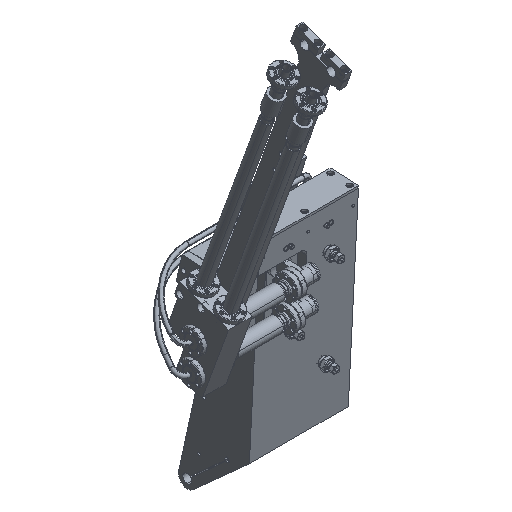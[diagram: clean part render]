
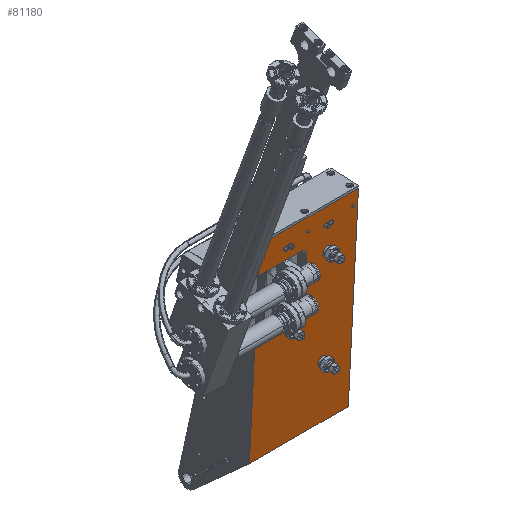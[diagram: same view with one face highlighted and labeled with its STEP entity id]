
A CAD part, isometric view. The second image highlights one B-rep face of the part: STEP entity #81180.
In plain terms, the highlighted face is planar.
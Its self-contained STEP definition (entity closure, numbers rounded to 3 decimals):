
#32050=CARTESIAN_POINT('',(-80.2,-92.108,334.213));
#32060=VERTEX_POINT('',#32050);
#32110=CARTESIAN_POINT('',(-80.2,-65.178,26.403));
#32120=DIRECTION('',(0.,-0.087,0.996));
#32130=VECTOR('',#32120,1.);
#32140=LINE('',#32110,#32130);
#32150=CARTESIAN_POINT('',(-80.2,-88.711,295.377));
#32160=VERTEX_POINT('',#32150);
#32170=EDGE_CURVE('',#32160,#32060,#32140,.T.);
#32390=CARTESIAN_POINT('',(-80.2,-81.903,217.569));
#32400=VERTEX_POINT('',#32390);
#32430=CARTESIAN_POINT('',(-80.2,-68.04,59.106));
#32440=VERTEX_POINT('',#32430);
#32450=EDGE_CURVE('',#32440,#32400,#32140,.T.);
#34390=CARTESIAN_POINT('',(60.2,-65.178,26.403));
#34400=DIRECTION('',(0.,0.087,-0.996));
#34410=VECTOR('',#34400,1.);
#34420=LINE('',#34390,#34410);
#34430=CARTESIAN_POINT('',(60.2,-92.108,334.213));
#34440=VERTEX_POINT('',#34430);
#34450=CARTESIAN_POINT('',(60.2,-68.04,59.106));
#34460=VERTEX_POINT('',#34450);
#34470=EDGE_CURVE('',#34440,#34460,#34420,.T.);
#40160=CARTESIAN_POINT('',(-28.873,-80.72,
204.044));
#40170=VERTEX_POINT('',#40160);
#40350=CARTESIAN_POINT('',(-39.387,-81.249,
210.092));
#40360=VERTEX_POINT('',#40350);
#40390=CARTESIAN_POINT('',(-34.13,-80.985,207.068));
#40400=DIRECTION('',(0.,0.996,0.087));
#40410=DIRECTION('',(0.866,0.044,
-0.498));
#40420=AXIS2_PLACEMENT_3D('',#40390,#40400,#40410);
#40430=CIRCLE('',#40420,6.071);
#40440=EDGE_CURVE('',#40360,#40170,#40430,.T.);
#40800=CARTESIAN_POINT('',(-39.045,-90.036,310.524));
#40810=VERTEX_POINT('',#40800);
#40840=CARTESIAN_POINT('',(-41.75,-90.036,310.524));
#40850=DIRECTION('',(0.,-0.996,-0.087));
#40860=DIRECTION('',(1.,0.,0.));
#40870=AXIS2_PLACEMENT_3D('',#40840,#40850,#40860);
#40880=CIRCLE('',#40870,2.705);
#40890=CARTESIAN_POINT('',(-44.455,-90.036,310.524));
#40900=VERTEX_POINT('',#40890);
#40910=EDGE_CURVE('',#40900,#40810,#40880,.T.);
#41280=CARTESIAN_POINT('',(19.21,-87.602,282.7));
#41290=VERTEX_POINT('',#41280);
#41320=CARTESIAN_POINT('',(19.21,-87.073,276.652));
#41330=DIRECTION('',(0.,-0.996,-0.087));
#41340=DIRECTION('',(0.,-0.087,
0.996));
#41350=AXIS2_PLACEMENT_3D('',#41320,#41330,#41340);
#41360=CIRCLE('',#41350,6.071);
#41370=CARTESIAN_POINT('',(19.21,-86.543,270.605));
#41380=VERTEX_POINT('',#41370);
#41390=EDGE_CURVE('',#41380,#41290,#41360,.T.);
#41600=CARTESIAN_POINT('',(17.559,-90.036,310.524));
#41610=VERTEX_POINT('',#41600);
#41640=CARTESIAN_POINT('',(15.4,-90.036,310.524));
#41650=DIRECTION('',(0.,-0.996,-0.087));
#41660=DIRECTION('',(1.,0.,0.));
#41670=AXIS2_PLACEMENT_3D('',#41640,#41650,#41660);
#41680=CIRCLE('',#41670,2.159);
#41690=CARTESIAN_POINT('',(13.241,-90.036,310.524));
#41700=VERTEX_POINT('',#41690);
#41710=EDGE_CURVE('',#41700,#41610,#41680,.T.);
#41920=CARTESIAN_POINT('',(-33.241,-90.036,310.524));
#41930=VERTEX_POINT('',#41920);
#41960=CARTESIAN_POINT('',(-35.4,-90.036,310.524));
#41970=DIRECTION('',(0.,-0.996,-0.087));
#41980=DIRECTION('',(1.,0.,0.));
#41990=AXIS2_PLACEMENT_3D('',#41960,#41970,#41980);
#42000=CIRCLE('',#41990,2.159);
#42010=CARTESIAN_POINT('',(-37.559,-90.036,310.524));
#42020=VERTEX_POINT('',#42010);
#42030=EDGE_CURVE('',#42020,#41930,#42000,.T.);
#42240=CARTESIAN_POINT('',(24.455,-90.036,310.524));
#42250=VERTEX_POINT('',#42240);
#42280=CARTESIAN_POINT('',(21.75,-90.036,310.524));
#42290=DIRECTION('',(0.,-0.996,-0.087));
#42300=DIRECTION('',(1.,0.,0.));
#42310=AXIS2_PLACEMENT_3D('',#42280,#42290,#42300);
#42320=CIRCLE('',#42310,2.705);
#42330=CARTESIAN_POINT('',(19.045,-90.036,310.524));
#42340=VERTEX_POINT('',#42330);
#42350=EDGE_CURVE('',#42340,#42250,#42320,.T.);
#44160=CARTESIAN_POINT('',(19.21,-74.368,131.437));
#44170=VERTEX_POINT('',#44160);
#44250=CARTESIAN_POINT('',(19.21,-75.426,143.532));
#44260=VERTEX_POINT('',#44250);
#44290=CARTESIAN_POINT('',(19.21,-74.897,137.484));
#44300=DIRECTION('',(0.,0.996,0.087));
#44310=DIRECTION('',(0.,0.087,
-0.996));
#44320=AXIS2_PLACEMENT_3D('',#44290,#44300,#44310);
#44330=CIRCLE('',#44320,6.071);
#44340=EDGE_CURVE('',#44260,#44170,#44330,.T.);
#44540=CARTESIAN_POINT('',(43.251,-68.04,
59.106));
#44550=DIRECTION('',(1.,0.,0.));
#44560=VECTOR('',#44550,1.);
#44570=LINE('',#44540,#44560);
#44580=EDGE_CURVE('',#32440,#34460,#44570,.T.);
#45340=CARTESIAN_POINT('',(-19.875,-81.903,217.569));
#45350=VERTEX_POINT('',#45340);
#45380=CARTESIAN_POINT('',(43.251,-81.903,
217.569));
#45390=DIRECTION('',(-1.,0.,0.));
#45400=VECTOR('',#45390,1.);
#45410=LINE('',#45380,#45400);
#45420=EDGE_CURVE('',#45350,#32400,#45410,.T.);
#57010=CARTESIAN_POINT('',(52.263,-90.459,315.362));
#57020=VERTEX_POINT('',#57010);
#58230=CARTESIAN_POINT('',(55.438,-90.459,315.362));
#58240=VERTEX_POINT('',#58230);
#58270=CARTESIAN_POINT('',(53.85,-90.459,315.362));
#58280=DIRECTION('',(0.,-0.996,-0.087));
#58290=DIRECTION('',(1.,0.,0.));
#58300=AXIS2_PLACEMENT_3D('',#58270,#58280,#58290);
#58310=CIRCLE('',#58300,1.588);
#58320=EDGE_CURVE('',#57020,#58240,#58310,.T.);
#58370=EDGE_CURVE('',#42250,#42340,#42320,.T.);
#61740=EDGE_CURVE('',#58240,#57020,#58310,.T.);
#64660=EDGE_CURVE('',#41930,#42020,#42000,.T.);
#64740=EDGE_CURVE('',#40810,#40900,#40880,.T.);
#64820=EDGE_CURVE('',#44170,#44260,#44330,.T.);
#65610=EDGE_CURVE('',#40170,#40360,#40430,.T.);
#66040=EDGE_CURVE('',#41290,#41380,#41360,.T.);
#66100=EDGE_CURVE('',#41610,#41700,#41680,.T.);
#66800=CARTESIAN_POINT('',(43.251,-92.108,
334.213));
#66810=DIRECTION('',(-1.,0.,0.));
#66820=VECTOR('',#66810,1.);
#66830=LINE('',#66800,#66820);
#66840=EDGE_CURVE('',#34440,#32060,#66830,.T.);
#73260=CARTESIAN_POINT('',(-8.412,-90.459,
315.362));
#73270=VERTEX_POINT('',#73260);
#73300=CARTESIAN_POINT('',(-10.,-90.459,
315.362));
#73310=DIRECTION('',(0.,-0.996,-0.087));
#73320=DIRECTION('',(1.,0.,0.));
#73330=AXIS2_PLACEMENT_3D('',#73300,#73310,#73320);
#73340=CIRCLE('',#73330,1.588);
#73350=CARTESIAN_POINT('',(-11.588,-90.459,315.362))
;
#73360=VERTEX_POINT('',#73350);
#73370=EDGE_CURVE('',#73360,#73270,#73340,.T.);
#80210=CARTESIAN_POINT('',(39.466,-91.249,
324.391));
#80220=DIRECTION('',(0.,-0.996,-0.087));
#80230=DIRECTION('',(1.,0.,0.));
#80240=AXIS2_PLACEMENT_3D('',#80210,#80220,#80230);
#80250=PLANE('',#80240);
#80260=ORIENTED_EDGE('',*,*,#64740,.F.);
#80270=ORIENTED_EDGE('',*,*,#40910,.F.);
#80280=EDGE_LOOP('',(#80270,#80260));
#80290=FACE_BOUND('',#80280,.T.);
#80300=ORIENTED_EDGE('',*,*,#65610,.T.);
#80310=ORIENTED_EDGE('',*,*,#40440,.T.);
#80320=EDGE_LOOP('',(#80310,#80300));
#80330=FACE_BOUND('',#80320,.T.);
#80340=EDGE_CURVE('',#73270,#73360,#73340,.T.);
#80350=ORIENTED_EDGE('',*,*,#80340,.F.);
#80360=ORIENTED_EDGE('',*,*,#73370,.F.);
#80370=EDGE_LOOP('',(#80360,#80350));
#80380=FACE_BOUND('',#80370,.T.);
#80390=ORIENTED_EDGE('',*,*,#32450,.F.);
#80400=ORIENTED_EDGE('',*,*,#45420,.T.);
#80410=CARTESIAN_POINT('',(-19.875,-82.734,227.058));
#80420=DIRECTION('',(0.,-0.996,-0.087));
#80430=DIRECTION('',(0.,0.087,-0.996));
#80440=AXIS2_PLACEMENT_3D('',#80410,#80420,#80430);
#80450=CIRCLE('',#80440,9.525);
#80460=CARTESIAN_POINT('',(-10.35,-82.734,227.058));
#80470=VERTEX_POINT('',#80460);
#80480=EDGE_CURVE('',#45350,#80470,#80450,.T.);
#80490=ORIENTED_EDGE('',*,*,#80480,.F.);
#80500=CARTESIAN_POINT('',(-10.35,-65.178,26.403));
#80510=DIRECTION('',(0.,-0.087,0.996));
#80520=VECTOR('',#80510,1.);
#80530=LINE('',#80500,#80520);
#80540=CARTESIAN_POINT('',(-10.35,-87.881,285.888));
#80550=VERTEX_POINT('',#80540);
#80560=EDGE_CURVE('',#80470,#80550,#80530,.T.);
#80570=ORIENTED_EDGE('',*,*,#80560,.F.);
#80580=CARTESIAN_POINT('',(-19.875,-87.881,285.888));
#80590=DIRECTION('',(0.,0.996,0.087));
#80600=DIRECTION('',(0.,-0.087,0.996));
#80610=AXIS2_PLACEMENT_3D('',#80580,#80590,#80600);
#80620=CIRCLE('',#80610,9.525);
#80630=CARTESIAN_POINT('',(-19.875,-88.711,295.377));
#80640=VERTEX_POINT('',#80630);
#80650=EDGE_CURVE('',#80640,#80550,#80620,.T.);
#80660=ORIENTED_EDGE('',*,*,#80650,.T.);
#80670=CARTESIAN_POINT('',(43.251,-88.711,
295.377));
#80680=DIRECTION('',(1.,0.,0.));
#80690=VECTOR('',#80680,1.);
#80700=LINE('',#80670,#80690);
#80710=EDGE_CURVE('',#32160,#80640,#80700,.T.);
#80720=ORIENTED_EDGE('',*,*,#80710,.T.);
#80730=ORIENTED_EDGE('',*,*,#32170,.F.);
#80740=ORIENTED_EDGE('',*,*,#66840,.T.);
#80750=ORIENTED_EDGE('',*,*,#34470,.F.);
#80760=ORIENTED_EDGE('',*,*,#44580,.T.);
#80770=EDGE_LOOP('',(#80760,#80750,#80740,#80730,#80720,#80660,#80570,
#80490,#80400,#80390));
#80780=FACE_OUTER_BOUND('',#80770,.T.);
#80790=ORIENTED_EDGE('',*,*,#66100,.F.);
#80800=ORIENTED_EDGE('',*,*,#41710,.F.);
#80810=EDGE_LOOP('',(#80800,#80790));
#80820=FACE_BOUND('',#80810,.T.);
#80830=ORIENTED_EDGE('',*,*,#64820,.T.);
#80840=ORIENTED_EDGE('',*,*,#44340,.T.);
#80850=EDGE_LOOP('',(#80840,#80830));
#80860=FACE_BOUND('',#80850,.T.);
#80870=ORIENTED_EDGE('',*,*,#58370,.F.);
#80880=ORIENTED_EDGE('',*,*,#42350,.F.);
#80890=EDGE_LOOP('',(#80880,#80870));
#80900=FACE_BOUND('',#80890,.T.);
#80910=ORIENTED_EDGE('',*,*,#66040,.F.);
#80920=ORIENTED_EDGE('',*,*,#41390,.F.);
#80930=EDGE_LOOP('',(#80920,#80910));
#80940=FACE_BOUND('',#80930,.T.);
#80950=ORIENTED_EDGE('',*,*,#64660,.F.);
#80960=ORIENTED_EDGE('',*,*,#42030,.F.);
#80970=EDGE_LOOP('',(#80960,#80950));
#80980=FACE_BOUND('',#80970,.T.);
#80990=ORIENTED_EDGE('',*,*,#61740,.F.);
#81000=ORIENTED_EDGE('',*,*,#58320,.F.);
#81010=EDGE_LOOP('',(#81000,#80990));
#81020=FACE_BOUND('',#81010,.T.);
#81030=CARTESIAN_POINT('',(-73.85,-90.459,315.362));
#81040=DIRECTION('',(0.,-0.996,-0.087));
#81050=DIRECTION('',(1.,0.,0.));
#81060=AXIS2_PLACEMENT_3D('',#81030,#81040,#81050);
#81070=CIRCLE('',#81060,1.588);
#81080=CARTESIAN_POINT('',(-72.263,-90.459,315.362))
;
#81090=VERTEX_POINT('',#81080);
#81100=CARTESIAN_POINT('',(-75.438,-90.459,315.362))
;
#81110=VERTEX_POINT('',#81100);
#81120=EDGE_CURVE('',#81090,#81110,#81070,.T.);
#81130=ORIENTED_EDGE('',*,*,#81120,.F.);
#81140=EDGE_CURVE('',#81110,#81090,#81070,.T.);
#81150=ORIENTED_EDGE('',*,*,#81140,.F.);
#81160=EDGE_LOOP('',(#81150,#81130));
#81170=FACE_BOUND('',#81160,.T.);
#81180=ADVANCED_FACE('',(#80290,#80330,#80380,#80780,#80820,#80860,
#80900,#80940,#80980,#81020,#81170),#80250,.T.);
